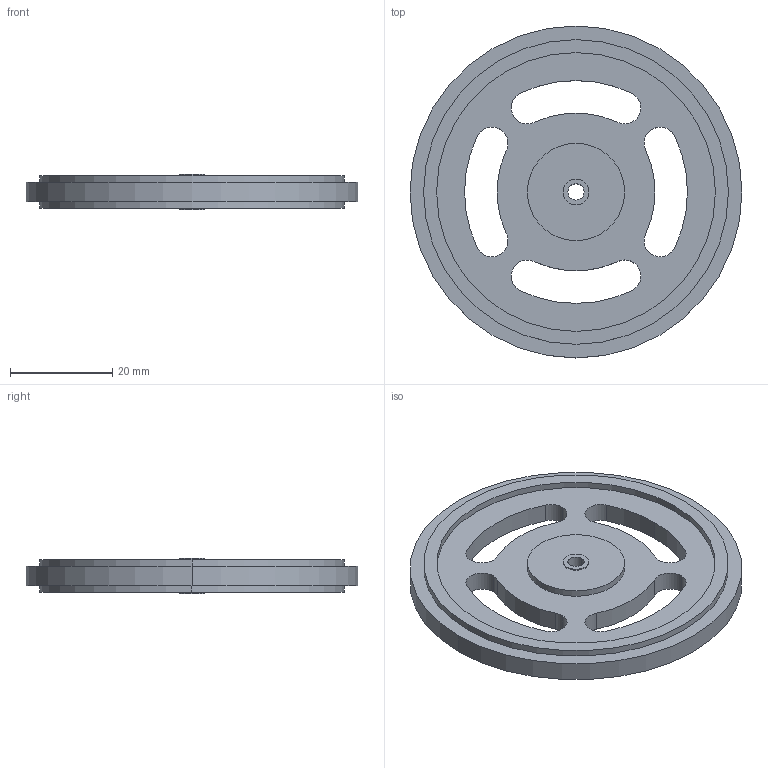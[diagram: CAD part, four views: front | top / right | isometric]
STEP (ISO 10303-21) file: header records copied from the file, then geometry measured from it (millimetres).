
FILE_DESCRIPTION (( 'STEP AP214' ), '1' );
FILE_NAME ('Wheel.step', '2018-12-31T17:00:17', ( '' ), ( '' ), 'SwSTEP 2.0', 'SolidWorks 2018', '' );
FILE_SCHEMA (( 'AUTOMOTIVE_DESIGN' ));
Length unit declared in the file: inch
Products named in the file (1): Wheel
Bounding box: 65.02 x 65.02 x 6.86 mm (x, y, z)
Volume: 12102.5 mm3; surface area: 8195.6 mm2
Topology: 1 solids, 1 shells, 60 faces, 150 edges, 100 vertices
Faces by surface type: cylinder 42, plane 18
Entity records: 1898 total; most frequent: DIRECTION 356, CARTESIAN_POINT 311, ORIENTED_EDGE 300, EDGE_CURVE 150, AXIS2_PLACEMENT_3D 145, VERTEX_POINT 100, CIRCLE 84, EDGE_LOOP 78
